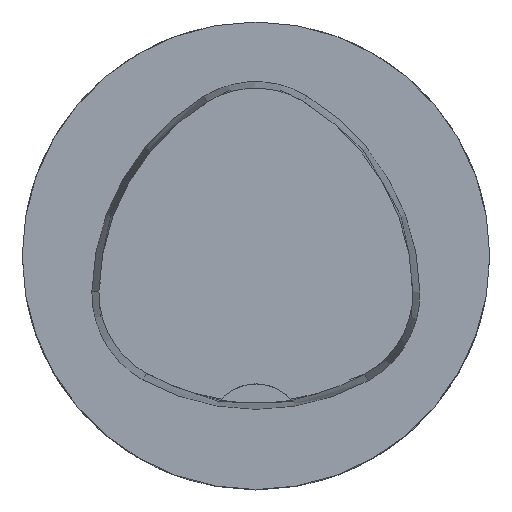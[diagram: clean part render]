
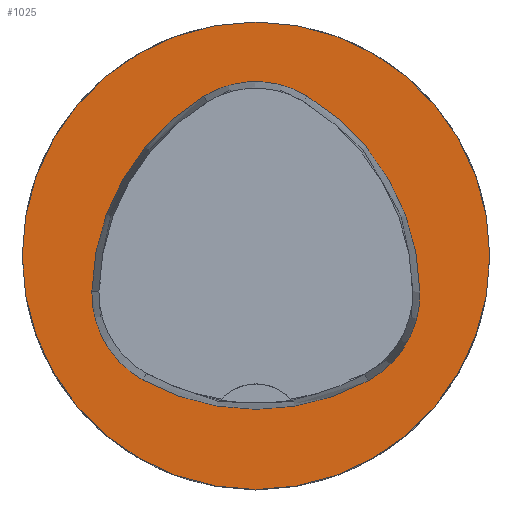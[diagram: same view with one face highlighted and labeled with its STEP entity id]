
A CAD part, top view. The second image highlights one B-rep face of the part: STEP entity #1025.
In plain terms, the highlighted planar face has unit normal (0, 0, 1).
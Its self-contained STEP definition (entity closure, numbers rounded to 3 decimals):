
#174=PLANE('',#6871);
#1025=ADVANCED_FACE('',(#2608,#2609),#174,.T.);
#2608=FACE_BOUND('',#2721,.T.);
#2609=FACE_BOUND('',#2722,.T.);
#2721=EDGE_LOOP('',(#3188,#3189,#3190,#3191,#3192,#3193));
#2722=EDGE_LOOP('',(#3194));
#3188=ORIENTED_EDGE('',*,*,#5684,.T.);
#3189=ORIENTED_EDGE('',*,*,#5685,.T.);
#3190=ORIENTED_EDGE('',*,*,#5686,.T.);
#3191=ORIENTED_EDGE('',*,*,#5687,.T.);
#3192=ORIENTED_EDGE('',*,*,#5688,.T.);
#3193=ORIENTED_EDGE('',*,*,#5689,.T.);
#3194=ORIENTED_EDGE('',*,*,#5647,.F.);
#5009=VERTEX_POINT('',#9075);
#5037=VERTEX_POINT('',#9376);
#5038=VERTEX_POINT('',#9377);
#5039=VERTEX_POINT('',#9379);
#5040=VERTEX_POINT('',#9381);
#5041=VERTEX_POINT('',#9383);
#5042=VERTEX_POINT('',#9385);
#5647=EDGE_CURVE('',#5009,#5009,#6575,.T.);
#5684=EDGE_CURVE('',#5037,#5038,#6585,.T.);
#5685=EDGE_CURVE('',#5038,#5039,#6586,.T.);
#5686=EDGE_CURVE('',#5039,#5040,#6587,.T.);
#5687=EDGE_CURVE('',#5040,#5041,#6588,.T.);
#5688=EDGE_CURVE('',#5041,#5042,#6589,.T.);
#5689=EDGE_CURVE('',#5042,#5037,#6590,.T.);
#6575=CIRCLE('',#6829,20.);
#6585=CIRCLE('',#6865,8.5);
#6586=CIRCLE('',#6866,20.);
#6587=CIRCLE('',#6867,8.5);
#6588=CIRCLE('',#6868,20.);
#6589=CIRCLE('',#6869,8.5);
#6590=CIRCLE('',#6870,20.);
#6829=AXIS2_PLACEMENT_3D('',#9074,#7395,#7396);
#6865=AXIS2_PLACEMENT_3D('',#9375,#7479,#7480);
#6866=AXIS2_PLACEMENT_3D('',#9378,#7481,#7482);
#6867=AXIS2_PLACEMENT_3D('',#9380,#7483,#7484);
#6868=AXIS2_PLACEMENT_3D('',#9382,#7485,#7486);
#6869=AXIS2_PLACEMENT_3D('',#9384,#7487,#7488);
#6870=AXIS2_PLACEMENT_3D('',#9386,#7489,#7490);
#6871=AXIS2_PLACEMENT_3D('',#9387,#7491,#7492);
#7395=DIRECTION('',(0.,0.,-1.));
#7396=DIRECTION('',(-1.,0.,0.));
#7479=DIRECTION('',(0.,0.,-1.));
#7480=DIRECTION('',(-1.,0.,0.));
#7481=DIRECTION('',(0.,0.,-1.));
#7482=DIRECTION('',(-1.,0.,0.));
#7483=DIRECTION('',(0.,0.,-1.));
#7484=DIRECTION('',(-1.,0.,0.));
#7485=DIRECTION('',(0.,0.,-1.));
#7486=DIRECTION('',(-1.,0.,0.));
#7487=DIRECTION('',(0.,0.,-1.));
#7488=DIRECTION('',(-1.,0.,0.));
#7489=DIRECTION('',(0.,0.,-1.));
#7490=DIRECTION('',(-1.,0.,0.));
#7491=DIRECTION('',(0.,0.,1.));
#7492=DIRECTION('',(1.,0.,0.));
#9074=CARTESIAN_POINT('',(0.,0.,0.));
#9075=CARTESIAN_POINT('',(-20.,0.,0.));
#9375=CARTESIAN_POINT('',(-5.543,-3.2,0.));
#9376=CARTESIAN_POINT('',(-9.655,-10.639,0.));
#9377=CARTESIAN_POINT('',(-14.041,-3.042,0.));
#9378=CARTESIAN_POINT('',(5.955,-3.414,0.));
#9379=CARTESIAN_POINT('',(-4.472,13.653,0.));
#9380=CARTESIAN_POINT('',(-0.04,6.4,0.));
#9381=CARTESIAN_POINT('',(4.347,13.68,0.));
#9382=CARTESIAN_POINT('',(-5.976,-3.45,0.));
#9383=CARTESIAN_POINT('',(14.021,-3.075,0.));
#9384=CARTESIAN_POINT('',(5.522,-3.235,0.));
#9385=CARTESIAN_POINT('',(9.588,-10.699,0.));
#9386=CARTESIAN_POINT('',(0.022,6.864,0.));
#9387=CARTESIAN_POINT('',(0.,0.,0.));
